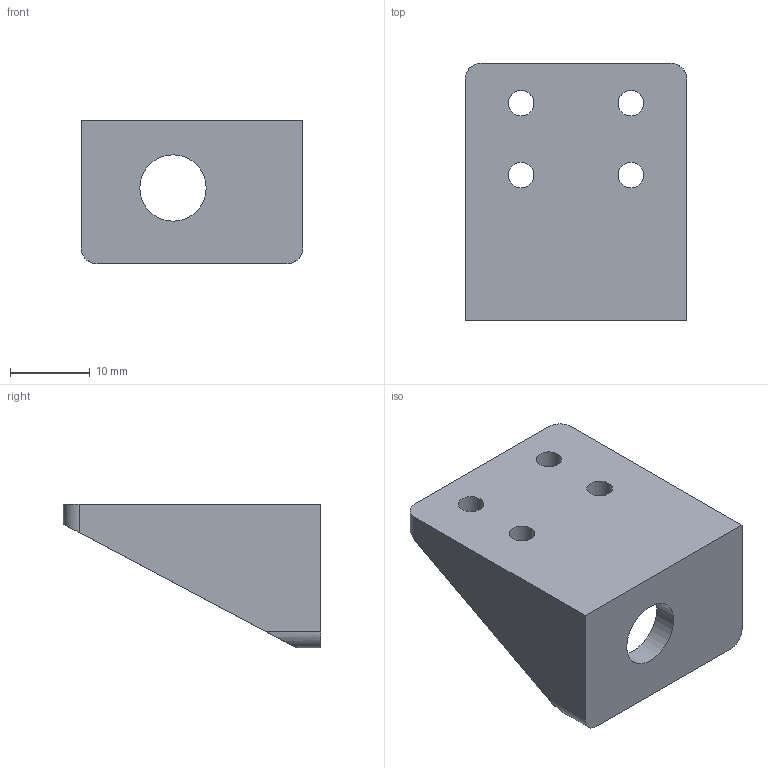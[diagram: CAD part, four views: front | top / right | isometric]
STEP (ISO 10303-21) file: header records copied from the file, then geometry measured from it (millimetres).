
FILE_DESCRIPTION(/* description */ (''),/* implementation_level */ '2;1');
FILE_NAME(/* name */ 'Inductive sensor mount.step',/* time_stamp */ '2022-03-19T18:48:43+08:00',/* author */ (''),/* organization */ (''),/* preprocessor_version */ 'ST-DEVELOPER v18.1',/* originating_system */ 'Autodesk Translation Framework v10.13.0.1454',/* authorisation */ '');
FILE_SCHEMA (('AUTOMOTIVE_DESIGN { 1 0 10303 214 3 1 1 }'));
Length unit declared in the file: millimetre
Products named in the file (1): Inductive sensor mount
Bounding box: 27.75 x 32.2 x 18 mm (x, y, z)
Volume: 4429.1 mm3; surface area: 3811.2 mm2
Topology: 1 solids, 1 shells, 29 faces, 75 edges, 48 vertices
Faces by surface type: cylinder 16, plane 12, bspline 1
Full cylindrical faces by diameter (mm): 3.2 x4, 8.3 x1
Entity records: 1012 total; most frequent: CARTESIAN_POINT 226, DIRECTION 162, ORIENTED_EDGE 150, EDGE_CURVE 75, AXIS2_PLACEMENT_3D 59, VERTEX_POINT 48, LINE 44, VECTOR 44
